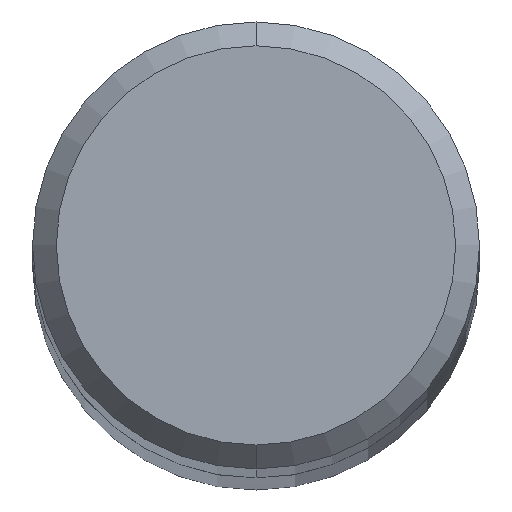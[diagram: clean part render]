
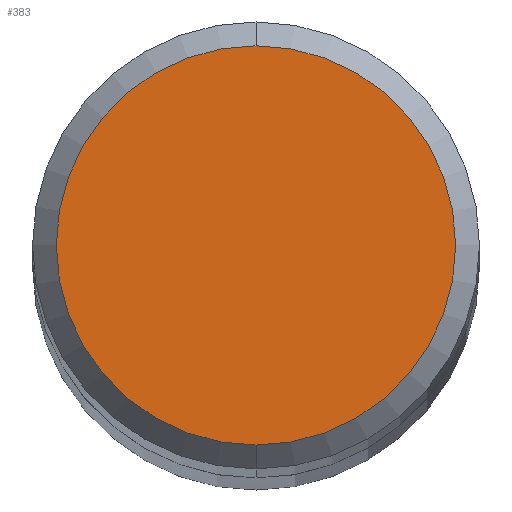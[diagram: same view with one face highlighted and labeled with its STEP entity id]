
A CAD part, top view. The second image highlights one B-rep face of the part: STEP entity #383.
In plain terms, the highlighted planar face has unit normal (0, 0, 1).
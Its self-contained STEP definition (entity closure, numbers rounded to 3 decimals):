
#171=EDGE_CURVE('',#315,#185,#446,.T.);
#185=VERTEX_POINT('',#461);
#315=VERTEX_POINT('',#601);
#377=EDGE_CURVE('',#185,#315,#669,.T.);
#383=ADVANCED_FACE('',(#676),#677,.T.);
#446=CIRCLE('',#771,3.35);
#461=CARTESIAN_POINT('',(0.,-3.35,0.0));
#601=CARTESIAN_POINT('',(0.0,3.35,0.0));
#669=CIRCLE('',#1206,3.35);
#676=FACE_OUTER_BOUND('',#1227,.T.);
#677=PLANE('',#1228);
#771=AXIS2_PLACEMENT_3D('',#1332,#1333,#1334);
#1206=AXIS2_PLACEMENT_3D('',#1554,#1555,#1556);
#1227=EDGE_LOOP('',(#1565,#1566));
#1228=AXIS2_PLACEMENT_3D('',#1567,#1568,#1569);
#1332=CARTESIAN_POINT('',(0.0,0.0,0.0));
#1333=DIRECTION('',(0.0,0.0,-1.0));
#1334=DIRECTION('',(0.0,1.0,0.0));
#1554=CARTESIAN_POINT('',(0.0,0.0,0.0));
#1555=DIRECTION('',(0.0,0.0,-1.0));
#1556=DIRECTION('',(0.0,1.0,0.0));
#1565=ORIENTED_EDGE('',*,*,#171,.F.);
#1566=ORIENTED_EDGE('',*,*,#377,.F.);
#1567=CARTESIAN_POINT('',(0.0,1.675,0.0));
#1568=DIRECTION('',(-0.0,0.0,1.0));
#1569=DIRECTION('',(0.0,-1.0,0.0));
